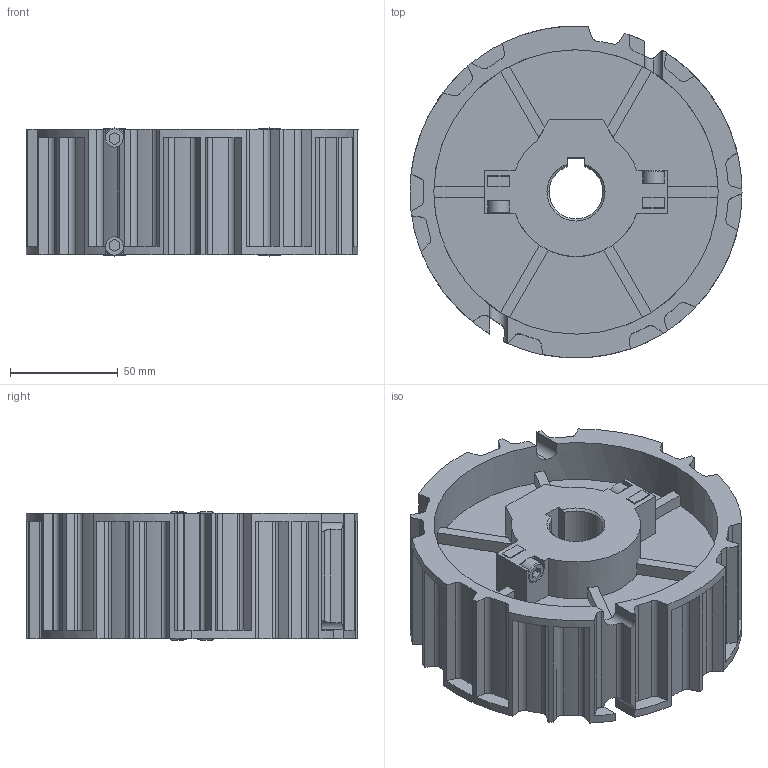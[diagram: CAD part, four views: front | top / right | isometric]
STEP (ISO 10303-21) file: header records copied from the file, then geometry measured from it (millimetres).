
FILE_DESCRIPTION (( 'STEP AP214' ), '1' );
FILE_NAME ('Rexnord-NS815 25-25.STEP', '2023-07-25T01:19:01', ( '' ), ( '' ), 'SwSTEP 2.0', 'SolidWorks 2022', '' );
FILE_SCHEMA (( 'AUTOMOTIVE_DESIGN' ));
Length unit declared in the file: millimetre
Products named in the file (4): Rexnord-NS815 25-25; Rexnord-NS815 25-25_m6X20; Rexnord-NS815 25-25_sq nut M6; Rexnord-NS815 25-25_NS 815 SPLIT SPROCKETS, INJECTION MOULDED_25
Assembly tree (9 placements, depth 2):
  Rexnord-NS815 25-25
    Rexnord-NS815 25-25_NS 815 SPLIT SPROCKETS, INJECTION MOULDED_25
    Rexnord-NS815 25-25_m6X20  x4
    Rexnord-NS815 25-25_sq nut M6  x4
Bounding box: 154.2 x 154.15 x 59.58 mm (x, y, z)
Volume: 520095.3 mm3; surface area: 115981.4 mm2
Topology: 9 solids, 9 shells, 438 faces, 1188 edges, 780 vertices
Faces by surface type: plane 254, cylinder 146, cone 38
Entity records: 11895 total; most frequent: CARTESIAN_POINT 2306, DIRECTION 2023, ORIENTED_EDGE 1992, EDGE_CURVE 996, AXIS2_PLACEMENT_3D 695, VERTEX_POINT 660, LINE 633, VECTOR 633
